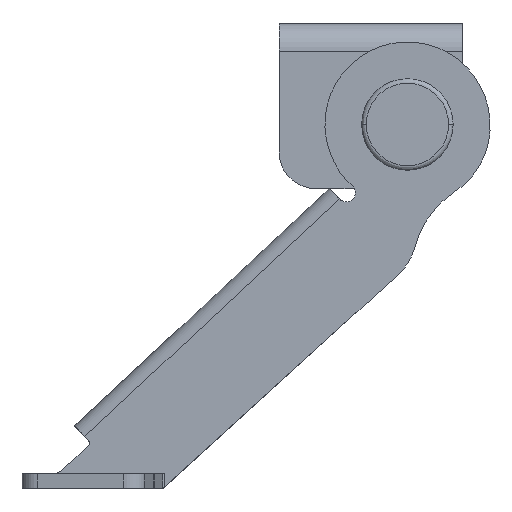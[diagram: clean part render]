
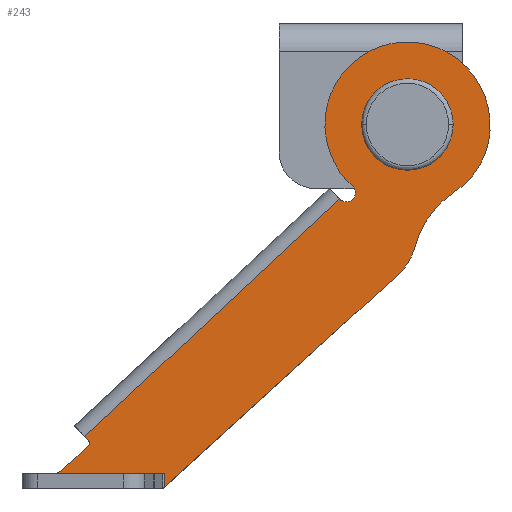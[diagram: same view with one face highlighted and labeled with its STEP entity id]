
A CAD part, front view. The second image highlights one B-rep face of the part: STEP entity #243.
In plain terms, the highlighted planar face has unit normal (0, -1, 0).
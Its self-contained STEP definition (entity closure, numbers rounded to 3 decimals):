
#48=B_SPLINE_CURVE_WITH_KNOTS('',1,(#3606,#3607),.UNSPECIFIED.,.F.,.F.,
(2,2),(148.626,148.926),.UNSPECIFIED.);
#49=B_SPLINE_CURVE_WITH_KNOTS('',1,(#3611,#3612),.UNSPECIFIED.,.F.,.F.,
(2,2),(149.326,151.241),.UNSPECIFIED.);
#57=B_SPLINE_CURVE_WITH_KNOTS('',1,(#3667,#3668),.UNSPECIFIED.,.F.,.F.,
(2,2),(162.118,179.172),.UNSPECIFIED.);
#60=B_SPLINE_CURVE_WITH_KNOTS('',1,(#3717,#3718),.UNSPECIFIED.,.F.,.F.,
(2,2),(208.321,208.526),.UNSPECIFIED.);
#67=B_SPLINE_CURVE_WITH_KNOTS('',1,(#3731,#3732),.UNSPECIFIED.,.F.,.F.,
(2,2),(0.,0.724),.UNSPECIFIED.);
#72=B_SPLINE_CURVE_WITH_KNOTS('',1,(#3794,#3795,#3796,#3797),
 .UNSPECIFIED.,.F.,.F.,(2,1,1,2),(-0.084,0.,5.714,
6.029),.UNSPECIFIED.);
#188=FACE_BOUND('',#502,.T.);
#243=ADVANCED_FACE('',(#371,#188),#2028,.T.);
#371=FACE_OUTER_BOUND('',#501,.T.);
#501=EDGE_LOOP('',(#808,#809,#810,#811,#812,#813,#814,#815,#816,#817,#818,
#819,#820));
#502=EDGE_LOOP('',(#821,#822));
#808=ORIENTED_EDGE('',*,*,#1312,.T.);
#809=ORIENTED_EDGE('',*,*,#1350,.T.);
#810=ORIENTED_EDGE('',*,*,#1353,.F.);
#811=ORIENTED_EDGE('',*,*,#1342,.T.);
#812=ORIENTED_EDGE('',*,*,#1320,.T.);
#813=ORIENTED_EDGE('',*,*,#1323,.T.);
#814=ORIENTED_EDGE('',*,*,#1326,.T.);
#815=ORIENTED_EDGE('',*,*,#1329,.T.);
#816=ORIENTED_EDGE('',*,*,#1332,.T.);
#817=ORIENTED_EDGE('',*,*,#1335,.T.);
#818=ORIENTED_EDGE('',*,*,#1346,.T.);
#819=ORIENTED_EDGE('',*,*,#1310,.T.);
#820=ORIENTED_EDGE('',*,*,#1311,.T.);
#821=ORIENTED_EDGE('',*,*,#1428,.T.);
#822=ORIENTED_EDGE('',*,*,#1470,.T.);
#1310=EDGE_CURVE('',#1884,#1934,#48,.T.);
#1311=EDGE_CURVE('',#1934,#1935,#1583,.T.);
#1312=EDGE_CURVE('',#1935,#1887,#49,.T.);
#1320=EDGE_CURVE('',#1863,#1868,#57,.T.);
#1323=EDGE_CURVE('',#1868,#1870,#1584,.T.);
#1326=EDGE_CURVE('',#1870,#1872,#1778,.T.);
#1329=EDGE_CURVE('',#1872,#1874,#1781,.T.);
#1332=EDGE_CURVE('',#1874,#1876,#1586,.T.);
#1335=EDGE_CURVE('',#1876,#1885,#60,.T.);
#1342=EDGE_CURVE('',#1881,#1863,#67,.T.);
#1346=EDGE_CURVE('',#1885,#1884,#1785,.T.);
#1350=EDGE_CURVE('',#1887,#1890,#1591,.T.);
#1353=EDGE_CURVE('',#1881,#1890,#72,.T.);
#1428=EDGE_CURVE('',#1938,#1959,#1608,.T.);
#1470=EDGE_CURVE('',#1959,#1938,#1618,.T.);
#1583=TRIMMED_CURVE($,#1691,(#3609),(#3610),.T.,.CARTESIAN.);
#1584=TRIMMED_CURVE($,#1692,(#3674),(#3675),.T.,.CARTESIAN.);
#1586=TRIMMED_CURVE($,#1694,(#3710),(#3711),.T.,.CARTESIAN.);
#1591=TRIMMED_CURVE($,#1699,(#3769),(#3770),.T.,.CARTESIAN.);
#1608=TRIMMED_CURVE($,#1716,(#4077),(#4078),.T.,.CARTESIAN.);
#1618=TRIMMED_CURVE($,#1726,(#4173),(#4174),.T.,.CARTESIAN.);
#1691=CIRCLE('',#2343,0.2);
#1692=CIRCLE('',#2344,3.);
#1694=CIRCLE('',#2346,0.5);
#1699=CIRCLE('',#2351,0.8);
#1716=CIRCLE('',#2368,1.5);
#1726=CIRCLE('',#2378,1.5);
#1778=(
BOUNDED_CURVE()
B_SPLINE_CURVE(2,(#3681,#3682,#3683),.UNSPECIFIED.,.F.,.F.)
B_SPLINE_CURVE_WITH_KNOTS((3,3),(180.864,184.355),
 .UNSPECIFIED.)
CURVE()
GEOMETRIC_REPRESENTATION_ITEM()
RATIONAL_B_SPLINE_CURVE((1.,0.897,1.))
REPRESENTATION_ITEM('')
);
#1781=(
BOUNDED_CURVE()
B_SPLINE_CURVE(2,(#3689,#3690,#3691,#3692,#3693,#3694,#3695,#3696,#3697),
 .UNSPECIFIED.,.F.,.F.)
B_SPLINE_CURVE_WITH_KNOTS((3,2,2,2,3),(184.355,189.963,
195.572,201.18,206.788),.UNSPECIFIED.)
CURVE()
GEOMETRIC_REPRESENTATION_ITEM()
RATIONAL_B_SPLINE_CURVE((1.,0.875,1.,0.812,1.,0.812,
1.,0.812,1.))
REPRESENTATION_ITEM('')
);
#1785=(
BOUNDED_CURVE()
B_SPLINE_CURVE(1,(#3759,#3760),.UNSPECIFIED.,.F.,.F.)
B_SPLINE_CURVE_WITH_KNOTS((2,2),(-0.015,19.),.UNSPECIFIED.)
CURVE()
GEOMETRIC_REPRESENTATION_ITEM()
RATIONAL_B_SPLINE_CURVE((1.,1.))
REPRESENTATION_ITEM('')
);
#1863=VERTEX_POINT('',#3429);
#1868=VERTEX_POINT('',#3434);
#1870=VERTEX_POINT('',#3436);
#1872=VERTEX_POINT('',#3438);
#1874=VERTEX_POINT('',#3440);
#1876=VERTEX_POINT('',#3442);
#1881=VERTEX_POINT('',#3447);
#1884=VERTEX_POINT('',#3450);
#1885=VERTEX_POINT('',#3451);
#1887=VERTEX_POINT('',#3453);
#1890=VERTEX_POINT('',#3456);
#1934=VERTEX_POINT('',#3500);
#1935=VERTEX_POINT('',#3501);
#1938=VERTEX_POINT('',#3504);
#1959=VERTEX_POINT('',#3525);
#2028=PLANE('',#2289);
#2289=AXIS2_PLACEMENT_3D('',#3317,#2545,$);
#2343=AXIS2_PLACEMENT_3D($,#3608,#2603,#2604);
#2344=AXIS2_PLACEMENT_3D($,#3673,#2605,#2606);
#2346=AXIS2_PLACEMENT_3D($,#3709,#2609,#2610);
#2351=AXIS2_PLACEMENT_3D($,#3768,#2619,#2620);
#2368=AXIS2_PLACEMENT_3D($,#4076,#2653,#2654);
#2378=AXIS2_PLACEMENT_3D($,#4172,#2673,#2674);
#2545=DIRECTION('',(0.,-1.,0.));
#2603=DIRECTION('',(0.,1.,0.));
#2604=DIRECTION('',(0.731,0.,0.682));
#2605=DIRECTION('',(0.,-1.,0.));
#2606=DIRECTION('',(0.682,0.,-0.731));
#2609=DIRECTION('',(0.,1.,0.));
#2610=DIRECTION('',(0.647,0.,0.762));
#2619=DIRECTION('',(0.,1.,0.));
#2620=DIRECTION('',(0.682,0.,-0.731));
#2653=DIRECTION('',(0.,1.,0.));
#2654=DIRECTION('',(1.,0.,0.));
#2673=DIRECTION('',(0.,1.,0.));
#2674=DIRECTION('',(-1.,0.,0.));
#3317=CARTESIAN_POINT('',(-22.583,-41.801,3.291));
#3429=CARTESIAN_POINT('',(-11.805,-41.801,6.411));
#3434=CARTESIAN_POINT('',(0.983,-41.801,18.04));
#3436=CARTESIAN_POINT('',(1.839,-41.801,19.474));
#3438=CARTESIAN_POINT('',(3.845,-41.801,22.383));
#3440=CARTESIAN_POINT('',(-1.575,-41.801,22.841));
#3442=CARTESIAN_POINT('',(-2.193,-41.801,22.056));
#3447=CARTESIAN_POINT('',(-11.805,-41.801,7.134));
#3450=CARTESIAN_POINT('',(-16.167,-41.801,9.157));
#3451=CARTESIAN_POINT('',(-2.26,-41.801,22.125));
#3453=CARTESIAN_POINT('',(-17.372,-41.801,7.349));
#3456=CARTESIAN_POINT('',(-17.918,-41.801,7.134));
#3500=CARTESIAN_POINT('',(-15.962,-41.801,8.938));
#3501=CARTESIAN_POINT('',(-15.972,-41.801,8.655));
#3504=CARTESIAN_POINT('',(2.937,-41.801,26.184));
#3525=CARTESIAN_POINT('',(-0.063,-41.801,26.184));
#3606=CARTESIAN_POINT('',(-16.167,-41.801,9.157));
#3607=CARTESIAN_POINT('',(-15.962,-41.801,8.938));
#3608=CARTESIAN_POINT('',(-16.108,-41.801,8.801));
#3609=CARTESIAN_POINT('',(-15.962,-41.801,8.938));
#3610=CARTESIAN_POINT('',(-15.972,-41.801,8.655));
#3611=CARTESIAN_POINT('',(-15.972,-41.801,8.655));
#3612=CARTESIAN_POINT('',(-17.372,-41.801,7.349));
#3667=CARTESIAN_POINT('',(-11.805,-41.801,6.411));
#3668=CARTESIAN_POINT('',(0.983,-41.801,18.04));
#3673=CARTESIAN_POINT('',(-1.063,-41.801,20.234));
#3674=CARTESIAN_POINT('',(0.983,-41.801,18.04));
#3675=CARTESIAN_POINT('',(1.839,-41.801,19.474));
#3681=CARTESIAN_POINT('',(1.839,-41.801,19.474));
#3682=CARTESIAN_POINT('',(2.292,-41.801,21.307));
#3683=CARTESIAN_POINT('',(3.845,-41.801,22.383));
#3689=CARTESIAN_POINT('',(3.845,-41.801,22.383));
#3690=CARTESIAN_POINT('',(6.577,-41.801,24.114));
#3691=CARTESIAN_POINT('',(5.808,-41.801,27.255));
#3692=CARTESIAN_POINT('',(5.039,-41.801,30.396));
#3693=CARTESIAN_POINT('',(1.816,-41.801,30.668));
#3694=CARTESIAN_POINT('',(-1.406,-41.801,30.941));
#3695=CARTESIAN_POINT('',(-2.692,-41.801,27.973));
#3696=CARTESIAN_POINT('',(-3.978,-41.801,25.006));
#3697=CARTESIAN_POINT('',(-1.575,-41.801,22.841));
#3709=CARTESIAN_POINT('',(-1.899,-41.801,22.46));
#3710=CARTESIAN_POINT('',(-1.575,-41.801,22.841));
#3711=CARTESIAN_POINT('',(-2.193,-41.801,22.056));
#3717=CARTESIAN_POINT('',(-2.193,-41.801,22.056));
#3718=CARTESIAN_POINT('',(-2.26,-41.801,22.125));
#3731=CARTESIAN_POINT('',(-11.805,-41.801,7.134));
#3732=CARTESIAN_POINT('',(-11.805,-41.801,6.411));
#3759=CARTESIAN_POINT('',(-2.26,-41.801,22.125));
#3760=CARTESIAN_POINT('',(-16.167,-41.801,9.157));
#3768=CARTESIAN_POINT('',(-17.918,-41.801,7.934));
#3769=CARTESIAN_POINT('',(-17.372,-41.801,7.349));
#3770=CARTESIAN_POINT('',(-17.918,-41.801,7.134));
#3794=CARTESIAN_POINT('',(-11.805,-41.801,7.134));
#3795=CARTESIAN_POINT('',(-11.889,-41.801,7.134));
#3796=CARTESIAN_POINT('',(-17.603,-41.801,7.134));
#3797=CARTESIAN_POINT('',(-17.918,-41.801,7.134));
#4076=CARTESIAN_POINT('',(1.437,-41.801,26.184));
#4077=CARTESIAN_POINT('',(2.937,-41.801,26.184));
#4078=CARTESIAN_POINT('',(-0.063,-41.801,26.184));
#4172=CARTESIAN_POINT('',(1.437,-41.801,26.184));
#4173=CARTESIAN_POINT('',(-0.063,-41.801,26.184));
#4174=CARTESIAN_POINT('',(2.937,-41.801,26.184));
